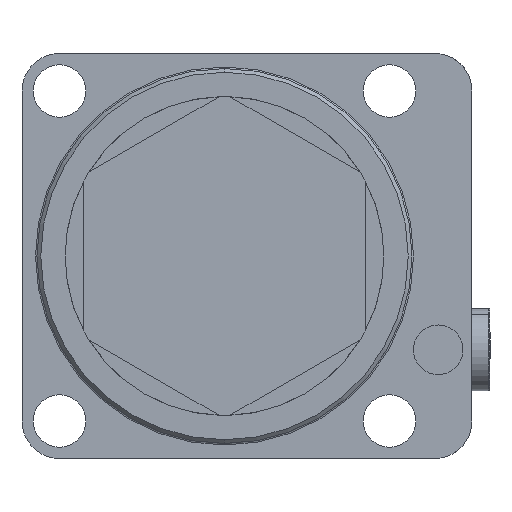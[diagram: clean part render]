
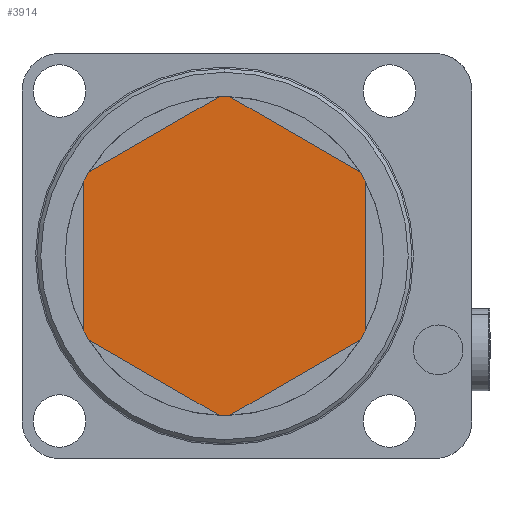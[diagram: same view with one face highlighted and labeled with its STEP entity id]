
A CAD part, front view. The second image highlights one B-rep face of the part: STEP entity #3914.
In plain terms, the highlighted planar face has unit normal (0, -1, 0).
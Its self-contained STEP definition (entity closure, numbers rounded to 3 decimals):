
#177 = VECTOR ( 'NONE', #4462, 1000. ) ;
#184 = VECTOR ( 'NONE', #4466, 1000. ) ;
#186 = LINE ( 'NONE', #4463, #177 ) ;
#187 = VECTOR ( 'NONE', #4468, 1000. ) ;
#189 = LINE ( 'NONE', #4467, #184 ) ;
#190 = VECTOR ( 'NONE', #4474, 1000. ) ;
#191 = LINE ( 'NONE', #4473, #187 ) ;
#195 = VECTOR ( 'NONE', #4478, 1000. ) ;
#197 = LINE ( 'NONE', #4477, #190 ) ;
#203 = VECTOR ( 'NONE', #4487, 1000. ) ;
#205 = LINE ( 'NONE', #4479, #195 ) ;
#208 = LINE ( 'NONE', #4488, #203 ) ;
#224 = CIRCLE ( 'NONE', #4994, 42.5 ) ;
#755 = AXIS2_PLACEMENT_3D ( 'NONE', #2938, #2937, #2934 ) ;
#769 = AXIS2_PLACEMENT_3D ( 'NONE', #2820, #2814, #2811 ) ;
#780 = AXIS2_PLACEMENT_3D ( 'NONE', #2489, #2467, #2454 ) ;
#793 = AXIS2_PLACEMENT_3D ( 'NONE', #2822, #2821, #2819 ) ;
#812 = AXIS2_PLACEMENT_3D ( 'NONE', #2931, #2930, #2929 ) ;
#818 = AXIS2_PLACEMENT_3D ( 'NONE', #2767, #2766, #2765 ) ;
#830 = EDGE_CURVE ( 'NONE', #1966, #1829, #3196, .T. ) ;
#842 = EDGE_CURVE ( 'NONE', #1965, #1874, #3184, .T. ) ;
#851 = AXIS2_PLACEMENT_3D ( 'NONE', #2716, #2715, #2714 ) ;
#867 = EDGE_CURVE ( 'NONE', #1855, #1849, #3146, .T. ) ;
#868 = EDGE_CURVE ( 'NONE', #1896, #1834, #3144, .T. ) ;
#897 = EDGE_CURVE ( 'NONE', #1874, #1869, #3109, .T. ) ;
#906 = EDGE_CURVE ( 'NONE', #1795, #1776, #3105, .T. ) ;
#917 = EDGE_CURVE ( 'NONE', #1991, #1996, #3086, .T. ) ;
#1724 = ORIENTED_EDGE ( 'NONE', *, *, #5117, .T. ) ;
#1739 = ORIENTED_EDGE ( 'NONE', *, *, #917, .T. ) ;
#1776 = VERTEX_POINT ( 'NONE', #2695 ) ;
#1795 = VERTEX_POINT ( 'NONE', #2671 ) ;
#1829 = VERTEX_POINT ( 'NONE', #2636 ) ;
#1834 = VERTEX_POINT ( 'NONE', #2631 ) ;
#1849 = VERTEX_POINT ( 'NONE', #2615 ) ;
#1855 = VERTEX_POINT ( 'NONE', #2609 ) ;
#1867 = VERTEX_POINT ( 'NONE', #2597 ) ;
#1869 = VERTEX_POINT ( 'NONE', #2595 ) ;
#1874 = VERTEX_POINT ( 'NONE', #2590 ) ;
#1896 = VERTEX_POINT ( 'NONE', #2568 ) ;
#1965 = VERTEX_POINT ( 'NONE', #2496 ) ;
#1966 = VERTEX_POINT ( 'NONE', #2495 ) ;
#1991 = VERTEX_POINT ( 'NONE', #2469 ) ;
#1996 = VERTEX_POINT ( 'NONE', #2463 ) ;
#2023 = ORIENTED_EDGE ( 'NONE', *, *, #5122, .T. ) ;
#2024 = ORIENTED_EDGE ( 'NONE', *, *, #5120, .T. ) ;
#2035 = ORIENTED_EDGE ( 'NONE', *, *, #867, .T. ) ;
#2036 = ORIENTED_EDGE ( 'NONE', *, *, #842, .T. ) ;
#2048 = ORIENTED_EDGE ( 'NONE', *, *, #897, .T. ) ;
#2059 = ORIENTED_EDGE ( 'NONE', *, *, #868, .T. ) ;
#2060 = ORIENTED_EDGE ( 'NONE', *, *, #5119, .T. ) ;
#2081 = ORIENTED_EDGE ( 'NONE', *, *, #906, .T. ) ;
#2203 = ORIENTED_EDGE ( 'NONE', *, *, #5124, .T. ) ;
#2204 = ORIENTED_EDGE ( 'NONE', *, *, #830, .T. ) ;
#2207 = ORIENTED_EDGE ( 'NONE', *, *, #5121, .T. ) ;
#2208 = ORIENTED_EDGE ( 'NONE', *, *, #5123, .T. ) ;
#2422 = DIRECTION ( 'NONE',  ( 0., 0., -1. ) ) ;
#2423 = DIRECTION ( 'NONE',  ( 0., -1., 0. ) ) ;
#2425 = PLANE ( 'NONE',  #5051 ) ;
#2433 = CARTESIAN_POINT ( 'NONE',  ( 0., -40., 0. ) ) ;
#2454 = DIRECTION ( 'NONE',  ( 0., 0., -1. ) ) ;
#2463 = CARTESIAN_POINT ( 'NONE',  ( -37.5, -40., 20. ) ) ;
#2467 = DIRECTION ( 'NONE',  ( 0., -1., 0. ) ) ;
#2469 = CARTESIAN_POINT ( 'NONE',  ( -36.071, -40., 22.476 ) ) ;
#2489 = CARTESIAN_POINT ( 'NONE',  ( 0., -40., 0. ) ) ;
#2495 = CARTESIAN_POINT ( 'NONE',  ( 37.5, -40., 20. ) ) ;
#2496 = CARTESIAN_POINT ( 'NONE',  ( -1.429, -40., -42.476 ) ) ;
#2568 = CARTESIAN_POINT ( 'NONE',  ( -37.5, -40., -20. ) ) ;
#2590 = CARTESIAN_POINT ( 'NONE',  ( 0., -40., -42.5 ) ) ;
#2595 = CARTESIAN_POINT ( 'NONE',  ( 1.429, -40., -42.476 ) ) ;
#2597 = CARTESIAN_POINT ( 'NONE',  ( -1.429, -40., 42.476 ) ) ;
#2609 = CARTESIAN_POINT ( 'NONE',  ( 36.071, -40., -22.476 ) ) ;
#2615 = CARTESIAN_POINT ( 'NONE',  ( 37.5, -40., -20. ) ) ;
#2631 = CARTESIAN_POINT ( 'NONE',  ( -36.071, -40., -22.476 ) ) ;
#2636 = CARTESIAN_POINT ( 'NONE',  ( 36.071, -40., 22.476 ) ) ;
#2671 = CARTESIAN_POINT ( 'NONE',  ( 1.429, -40., 42.476 ) ) ;
#2695 = CARTESIAN_POINT ( 'NONE',  ( 0., -40., 42.5 ) ) ;
#2714 = DIRECTION ( 'NONE',  ( 0., 0., -1. ) ) ;
#2715 = DIRECTION ( 'NONE',  ( 0., -1., 0. ) ) ;
#2716 = CARTESIAN_POINT ( 'NONE',  ( 0., -40., 0. ) ) ;
#2765 = DIRECTION ( 'NONE',  ( 0., 0., -1. ) ) ;
#2766 = DIRECTION ( 'NONE',  ( 0., -1., 0. ) ) ;
#2767 = CARTESIAN_POINT ( 'NONE',  ( 0., -40., 0. ) ) ;
#2811 = DIRECTION ( 'NONE',  ( 0., 0., -1. ) ) ;
#2814 = DIRECTION ( 'NONE',  ( 0., -1., 0. ) ) ;
#2819 = DIRECTION ( 'NONE',  ( 0., 0., -1. ) ) ;
#2820 = CARTESIAN_POINT ( 'NONE',  ( 0., -40., 0. ) ) ;
#2821 = DIRECTION ( 'NONE',  ( 0., -1., 0. ) ) ;
#2822 = CARTESIAN_POINT ( 'NONE',  ( 0., -40., 0. ) ) ;
#2929 = DIRECTION ( 'NONE',  ( 0., 0., -1. ) ) ;
#2930 = DIRECTION ( 'NONE',  ( 0., -1., 0. ) ) ;
#2931 = CARTESIAN_POINT ( 'NONE',  ( 0., -40., 0. ) ) ;
#2934 = DIRECTION ( 'NONE',  ( 0., 0., -1. ) ) ;
#2937 = DIRECTION ( 'NONE',  ( 0., -1., 0. ) ) ;
#2938 = CARTESIAN_POINT ( 'NONE',  ( 0., -40., 0. ) ) ;
#3060 = FACE_OUTER_BOUND ( 'NONE', #3303, .T. ) ;
#3086 = CIRCLE ( 'NONE', #851, 42.5 ) ;
#3105 = CIRCLE ( 'NONE', #818, 42.5 ) ;
#3109 = CIRCLE ( 'NONE', #793, 42.5 ) ;
#3144 = CIRCLE ( 'NONE', #812, 42.5 ) ;
#3146 = CIRCLE ( 'NONE', #755, 42.5 ) ;
#3184 = CIRCLE ( 'NONE', #780, 42.5 ) ;
#3196 = CIRCLE ( 'NONE', #769, 42.5 ) ;
#3303 = EDGE_LOOP ( 'NONE', ( #2059, #2060, #2036, #2048, #2024, #2035, #2207, #2204, #2023, #2081, #1724, #2208, #1739, #2203 ) ) ;
#3914 = ADVANCED_FACE ( 'NONE', ( #3060 ), #2425, .T. ) ;
#4462 = DIRECTION ( 'NONE',  ( 0., 0., -1. ) ) ;
#4463 = CARTESIAN_POINT ( 'NONE',  ( -37.5, -40., 0. ) ) ;
#4466 = DIRECTION ( 'NONE',  ( -0.866, 0., -0.5 ) ) ;
#4467 = CARTESIAN_POINT ( 'NONE',  ( -18.75, -40., 32.476 ) ) ;
#4468 = DIRECTION ( 'NONE',  ( -0.866, 0., 0.5 ) ) ;
#4473 = CARTESIAN_POINT ( 'NONE',  ( 18.75, -40., 32.476 ) ) ;
#4474 = DIRECTION ( 'NONE',  ( 0., 0., 1. ) ) ;
#4477 = CARTESIAN_POINT ( 'NONE',  ( 37.5, -40., 0. ) ) ;
#4478 = DIRECTION ( 'NONE',  ( 0.866, 0., 0.5 ) ) ;
#4479 = CARTESIAN_POINT ( 'NONE',  ( 18.75, -40., -32.476 ) ) ;
#4484 = DIRECTION ( 'NONE',  ( 0., 0., -1. ) ) ;
#4485 = DIRECTION ( 'NONE',  ( 0., -1., 0. ) ) ;
#4486 = CARTESIAN_POINT ( 'NONE',  ( 0., -40., 0. ) ) ;
#4487 = DIRECTION ( 'NONE',  ( 0.866, 0., -0.5 ) ) ;
#4488 = CARTESIAN_POINT ( 'NONE',  ( -18.75, -40., -32.476 ) ) ;
#4994 = AXIS2_PLACEMENT_3D ( 'NONE', #4486, #4485, #4484 ) ;
#5051 = AXIS2_PLACEMENT_3D ( 'NONE', #2433, #2423, #2422 ) ;
#5117 = EDGE_CURVE ( 'NONE', #1776, #1867, #224, .T. ) ;
#5119 = EDGE_CURVE ( 'NONE', #1834, #1965, #208, .T. ) ;
#5120 = EDGE_CURVE ( 'NONE', #1869, #1855, #205, .T. ) ;
#5121 = EDGE_CURVE ( 'NONE', #1849, #1966, #197, .T. ) ;
#5122 = EDGE_CURVE ( 'NONE', #1829, #1795, #191, .T. ) ;
#5123 = EDGE_CURVE ( 'NONE', #1867, #1991, #189, .T. ) ;
#5124 = EDGE_CURVE ( 'NONE', #1996, #1896, #186, .T. ) ;
